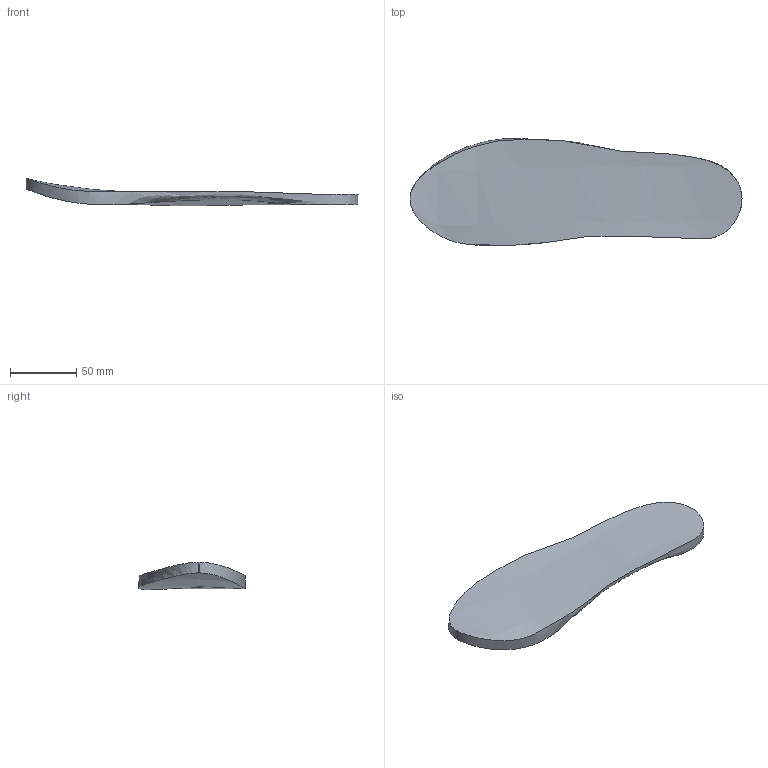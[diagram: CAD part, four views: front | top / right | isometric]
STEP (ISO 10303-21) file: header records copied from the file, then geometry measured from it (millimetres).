
FILE_DESCRIPTION(('CATIA V5 STEP'),'2;1');
FILE_NAME('ShoeSole.stp','2022-08-25T13:50:46+00:00',('none'),('none'),'CATIA Version 5 Release 21 GA (IN-10)','CATIA V5 STEP AP214','none');
FILE_SCHEMA(('AUTOMOTIVE_DESIGN { 1 0 10303 214 1 1 1 1 }'));
Length unit declared in the file: millimetre
Products named in the file (1): Part1
Bounding box: 250 x 80.43 x 20.62 mm (x, y, z)
Volume: 123499.3 mm3; surface area: 36194.8 mm2
Topology: 1 solids, 1 shells, 7 faces, 17 edges, 12 vertices
Faces by surface type: bspline 7
Entity records: 2720 total; most frequent: CARTESIAN_POINT 2583, ORIENTED_EDGE 34, B_SPLINE_CURVE_WITH_KNOTS 17, EDGE_CURVE 17, VERTEX_POINT 12, ADVANCED_FACE 7, B_SPLINE_SURFACE_WITH_KNOTS 7, EDGE_LOOP 7
